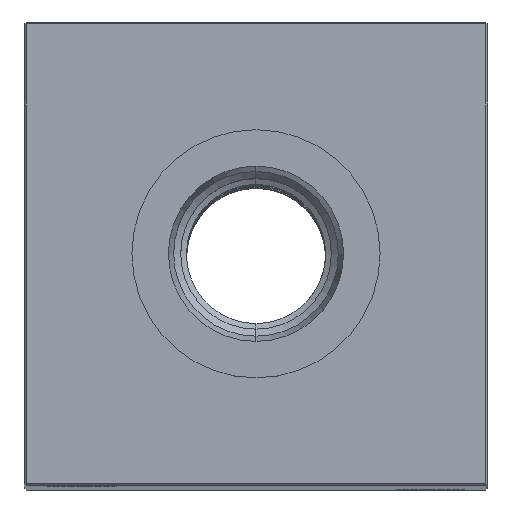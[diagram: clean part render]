
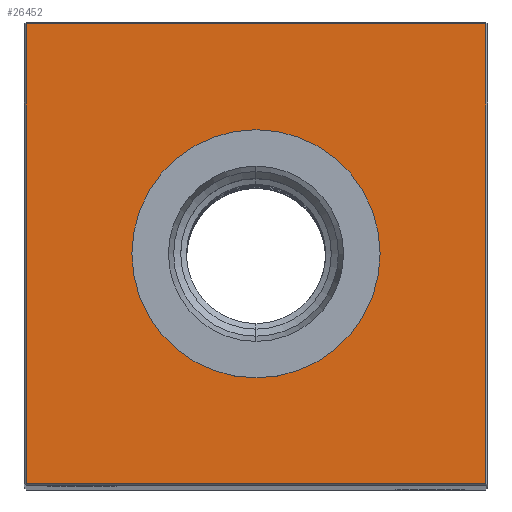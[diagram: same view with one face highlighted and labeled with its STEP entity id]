
A CAD part, top view. The second image highlights one B-rep face of the part: STEP entity #26452.
In plain terms, the highlighted planar face has unit normal (0, 0, 1).
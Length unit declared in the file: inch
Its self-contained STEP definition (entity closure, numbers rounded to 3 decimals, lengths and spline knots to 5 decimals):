
#170 = VECTOR ( 'NONE', #26631, 39.37008 ) ;
#1212 = EDGE_CURVE ( 'NONE', #21577, #24571, #15875, .T. ) ;
#1229 = LINE ( 'NONE', #19473, #20883 ) ;
#1508 = EDGE_LOOP ( 'NONE', ( #24944, #21373, #2991, #23360 ) ) ;
#2991 = ORIENTED_EDGE ( 'NONE', *, *, #9376, .T. ) ;
#3111 = DIRECTION ( 'NONE',  ( 0., 0., -1. ) ) ;
#3432 = CARTESIAN_POINT ( 'NONE',  ( 1.24, 0., 13.75 ) ) ;
#3583 = DIRECTION ( 'NONE',  ( 0., 1., 0. ) ) ;
#3755 = LINE ( 'NONE', #17321, #170 ) ;
#5306 = CARTESIAN_POINT ( 'NONE',  ( 1.24, -1.24, 13.75 ) ) ;
#5520 = CARTESIAN_POINT ( 'NONE',  ( 0., -0.66929, 13.75 ) ) ;
#6154 = EDGE_CURVE ( 'NONE', #13278, #25190, #27762, .T. ) ;
#6617 = AXIS2_PLACEMENT_3D ( 'NONE', #7164, #3111, #10169 ) ;
#7164 = CARTESIAN_POINT ( 'NONE',  ( 0., 0., 13.75 ) ) ;
#7269 = AXIS2_PLACEMENT_3D ( 'NONE', #13776, #10778, #22367 ) ;
#7799 = VECTOR ( 'NONE', #21936, 39.37008 ) ;
#7849 = DIRECTION ( 'NONE',  ( -1., 0., 0. ) ) ;
#7956 = CIRCLE ( 'NONE', #24780, 0.66929 ) ;
#8978 = VERTEX_POINT ( 'NONE', #26637 ) ;
#9376 = EDGE_CURVE ( 'NONE', #24571, #12782, #26450, .T. ) ;
#10169 = DIRECTION ( 'NONE',  ( -1., 0., 0. ) ) ;
#10778 = DIRECTION ( 'NONE',  ( 0., 0., -1. ) ) ;
#12782 = VERTEX_POINT ( 'NONE', #14971 ) ;
#12898 = CARTESIAN_POINT ( 'NONE',  ( -1.24, -1.24, 13.75 ) ) ;
#13278 = VERTEX_POINT ( 'NONE', #5520 ) ;
#13776 = CARTESIAN_POINT ( 'NONE',  ( 0., 0., 13.75 ) ) ;
#13953 = EDGE_CURVE ( 'NONE', #12782, #8978, #1229, .T. ) ;
#14971 = CARTESIAN_POINT ( 'NONE',  ( 1.24, 1.24, 13.75 ) ) ;
#15875 = LINE ( 'NONE', #22075, #7799 ) ;
#15902 = FACE_BOUND ( 'NONE', #24741, .T. ) ;
#17321 = CARTESIAN_POINT ( 'NONE',  ( -1.24, 0., 13.75 ) ) ;
#18070 = ORIENTED_EDGE ( 'NONE', *, *, #28097, .T. ) ;
#18131 = EDGE_CURVE ( 'NONE', #8978, #21577, #3755, .T. ) ;
#18161 = FACE_OUTER_BOUND ( 'NONE', #1508, .T. ) ;
#19373 = CARTESIAN_POINT ( 'NONE',  ( 0., 0.66929, 13.75 ) ) ;
#19473 = CARTESIAN_POINT ( 'NONE',  ( 0., 1.24, 13.75 ) ) ;
#20427 = PLANE ( 'NONE',  #7269 ) ;
#20750 = VECTOR ( 'NONE', #3583, 39.37008 ) ;
#20883 = VECTOR ( 'NONE', #28768, 39.37008 ) ;
#21373 = ORIENTED_EDGE ( 'NONE', *, *, #1212, .T. ) ;
#21577 = VERTEX_POINT ( 'NONE', #12898 ) ;
#21936 = DIRECTION ( 'NONE',  ( 1., 0., 0. ) ) ;
#22075 = CARTESIAN_POINT ( 'NONE',  ( 0., -1.24, 13.75 ) ) ;
#22367 = DIRECTION ( 'NONE',  ( -1., 0., 0. ) ) ;
#23360 = ORIENTED_EDGE ( 'NONE', *, *, #13953, .T. ) ;
#24571 = VERTEX_POINT ( 'NONE', #5306 ) ;
#24741 = EDGE_LOOP ( 'NONE', ( #18070, #28104 ) ) ;
#24780 = AXIS2_PLACEMENT_3D ( 'NONE', #28458, #26202, #7849 ) ;
#24944 = ORIENTED_EDGE ( 'NONE', *, *, #18131, .T. ) ;
#25190 = VERTEX_POINT ( 'NONE', #19373 ) ;
#26202 = DIRECTION ( 'NONE',  ( 0., 0., -1. ) ) ;
#26450 = LINE ( 'NONE', #3432, #20750 ) ;
#26452 = ADVANCED_FACE ( 'NONE', ( #18161, #15902 ), #20427, .F. ) ;
#26631 = DIRECTION ( 'NONE',  ( 0., -1., 0. ) ) ;
#26637 = CARTESIAN_POINT ( 'NONE',  ( -1.24, 1.24, 13.75 ) ) ;
#27762 = CIRCLE ( 'NONE', #6617, 0.66929 ) ;
#28097 = EDGE_CURVE ( 'NONE', #25190, #13278, #7956, .T. ) ;
#28104 = ORIENTED_EDGE ( 'NONE', *, *, #6154, .T. ) ;
#28458 = CARTESIAN_POINT ( 'NONE',  ( 0., 0., 13.75 ) ) ;
#28768 = DIRECTION ( 'NONE',  ( -1., 0., 0. ) ) ;
